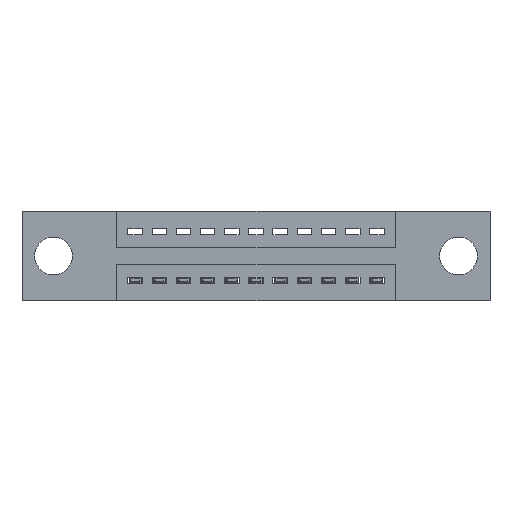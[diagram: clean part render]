
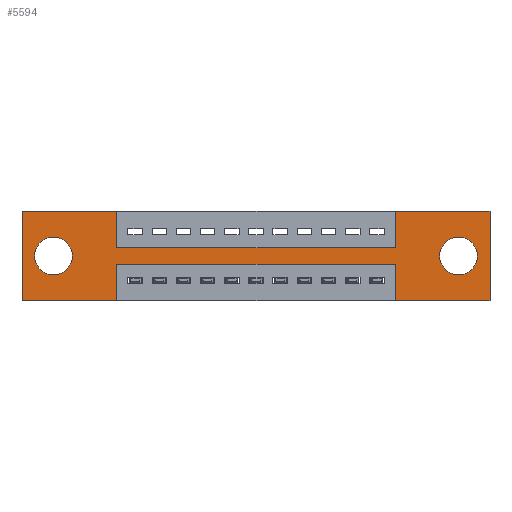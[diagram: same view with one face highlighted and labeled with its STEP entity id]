
A CAD part, front view. The second image highlights one B-rep face of the part: STEP entity #5594.
In plain terms, the highlighted planar face has unit normal (0, -1, 0).
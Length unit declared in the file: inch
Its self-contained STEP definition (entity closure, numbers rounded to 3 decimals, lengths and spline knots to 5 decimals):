
#87 = VECTOR ( 'NONE', #3993, 39.37008 ) ;
#432 = CARTESIAN_POINT ( 'NONE',  ( 1.805, 0., -0.263 ) ) ;
#451 = DIRECTION ( 'NONE',  ( 0., 1., 0. ) ) ;
#465 = VERTEX_POINT ( 'NONE', #2738 ) ;
#725 = CARTESIAN_POINT ( 'NONE',  ( 0.3925, 0., -0.22 ) ) ;
#829 = VECTOR ( 'NONE', #10372, 39.37008 ) ;
#936 = ORIENTED_EDGE ( 'NONE', *, *, #8208, .F. ) ;
#1109 = EDGE_CURVE ( 'NONE', #8190, #2755, #7838, .T. ) ;
#1128 = VERTEX_POINT ( 'NONE', #3102 ) ;
#1215 = CARTESIAN_POINT ( 'NONE',  ( 0.13, 0., -0.185 ) ) ;
#1253 = LINE ( 'NONE', #7911, #4069 ) ;
#1401 = EDGE_CURVE ( 'NONE', #465, #12173, #12289, .T. ) ;
#1440 = CARTESIAN_POINT ( 'NONE',  ( 1.5425, 0., 0. ) ) ;
#1505 = ORIENTED_EDGE ( 'NONE', *, *, #7464, .T. ) ;
#1965 = LINE ( 'NONE', #9069, #2270 ) ;
#2150 = DIRECTION ( 'NONE',  ( 0., 1., 0. ) ) ;
#2151 = EDGE_CURVE ( 'NONE', #12166, #4632, #7240, .T. ) ;
#2168 = CARTESIAN_POINT ( 'NONE',  ( 0., 0., 0. ) ) ;
#2177 = ORIENTED_EDGE ( 'NONE', *, *, #4935, .F. ) ;
#2179 = ORIENTED_EDGE ( 'NONE', *, *, #2629, .F. ) ;
#2270 = VECTOR ( 'NONE', #4297, 39.37008 ) ;
#2464 = CARTESIAN_POINT ( 'NONE',  ( 1.935, 0., -0.37 ) ) ;
#2499 = LINE ( 'NONE', #4147, #2947 ) ;
#2520 = CARTESIAN_POINT ( 'NONE',  ( 0.3925, 0., -0.37 ) ) ;
#2528 = AXIS2_PLACEMENT_3D ( 'NONE', #6083, #5307, #7914 ) ;
#2554 = EDGE_CURVE ( 'NONE', #8800, #4055, #11951, .T. ) ;
#2596 = CARTESIAN_POINT ( 'NONE',  ( 1.5425, 0., -0.37 ) ) ;
#2629 = EDGE_CURVE ( 'NONE', #4632, #8800, #8518, .T. ) ;
#2738 = CARTESIAN_POINT ( 'NONE',  ( 1.935, 0., 0. ) ) ;
#2755 = VERTEX_POINT ( 'NONE', #9006 ) ;
#2854 = CIRCLE ( 'NONE', #10860, 0.078 ) ;
#2888 = DIRECTION ( 'NONE',  ( 1., 0., 0. ) ) ;
#2947 = VECTOR ( 'NONE', #6088, 39.37008 ) ;
#3033 = PLANE ( 'NONE',  #10700 ) ;
#3039 = ORIENTED_EDGE ( 'NONE', *, *, #9344, .F. ) ;
#3041 = ORIENTED_EDGE ( 'NONE', *, *, #6342, .T. ) ;
#3102 = CARTESIAN_POINT ( 'NONE',  ( 1.5425, 0., -0.15 ) ) ;
#3227 = CARTESIAN_POINT ( 'NONE',  ( 1.805, 0., -0.185 ) ) ;
#3236 = ORIENTED_EDGE ( 'NONE', *, *, #5283, .F. ) ;
#3261 = EDGE_LOOP ( 'NONE', ( #7763, #8737 ) ) ;
#3282 = EDGE_CURVE ( 'NONE', #6310, #11557, #1965, .T. ) ;
#3432 = AXIS2_PLACEMENT_3D ( 'NONE', #3227, #9812, #9905 ) ;
#3447 = CARTESIAN_POINT ( 'NONE',  ( 0.13, 0., -0.107 ) ) ;
#3590 = EDGE_CURVE ( 'NONE', #2755, #8190, #8979, .T. ) ;
#3639 = VECTOR ( 'NONE', #7124, 39.37008 ) ;
#3650 = CARTESIAN_POINT ( 'NONE',  ( 0.13, 0., -0.263 ) ) ;
#3757 = CARTESIAN_POINT ( 'NONE',  ( 0.3925, 0., 0. ) ) ;
#3771 = CARTESIAN_POINT ( 'NONE',  ( 1.5425, 0., -0.22 ) ) ;
#3785 = CARTESIAN_POINT ( 'NONE',  ( 0., 0., -0.37 ) ) ;
#3798 = CARTESIAN_POINT ( 'NONE',  ( 0., 0., 0. ) ) ;
#3868 = VECTOR ( 'NONE', #5440, 39.37008 ) ;
#3913 = VERTEX_POINT ( 'NONE', #3447 ) ;
#3993 = DIRECTION ( 'NONE',  ( 1., 0., 0. ) ) ;
#3998 = DIRECTION ( 'NONE',  ( 0., 0., -1. ) ) ;
#4055 = VERTEX_POINT ( 'NONE', #9326 ) ;
#4069 = VECTOR ( 'NONE', #7959, 39.37008 ) ;
#4147 = CARTESIAN_POINT ( 'NONE',  ( 0., 0., 0. ) ) ;
#4297 = DIRECTION ( 'NONE',  ( 0., 0., 1. ) ) ;
#4632 = VERTEX_POINT ( 'NONE', #2168 ) ;
#4687 = FACE_BOUND ( 'NONE', #7302, .T. ) ;
#4935 = EDGE_CURVE ( 'NONE', #4055, #1128, #8961, .T. ) ;
#5098 = VERTEX_POINT ( 'NONE', #3650 ) ;
#5283 = EDGE_CURVE ( 'NONE', #11557, #7340, #1253, .T. ) ;
#5307 = DIRECTION ( 'NONE',  ( 0., 1., 0. ) ) ;
#5325 = LINE ( 'NONE', #8413, #829 ) ;
#5440 = DIRECTION ( 'NONE',  ( -1., 0., 0. ) ) ;
#5525 = CIRCLE ( 'NONE', #6683, 0.078 ) ;
#5594 = ADVANCED_FACE ( 'NONE', ( #9387, #4687, #8373 ), #3033, .T. ) ;
#5657 = ORIENTED_EDGE ( 'NONE', *, *, #1401, .F. ) ;
#5890 = CARTESIAN_POINT ( 'NONE',  ( 0., 0., -0.37 ) ) ;
#6083 = CARTESIAN_POINT ( 'NONE',  ( 1.805, 0., -0.185 ) ) ;
#6088 = DIRECTION ( 'NONE',  ( 1., 0., 0. ) ) ;
#6142 = CARTESIAN_POINT ( 'NONE',  ( 0.13, 0., -0.185 ) ) ;
#6180 = CARTESIAN_POINT ( 'NONE',  ( 0.3925, 0., 0. ) ) ;
#6310 = VERTEX_POINT ( 'NONE', #2596 ) ;
#6342 = EDGE_CURVE ( 'NONE', #5098, #3913, #2854, .T. ) ;
#6344 = VECTOR ( 'NONE', #2888, 39.37008 ) ;
#6502 = VECTOR ( 'NONE', #11679, 39.37008 ) ;
#6683 = AXIS2_PLACEMENT_3D ( 'NONE', #6142, #451, #7897 ) ;
#6689 = CARTESIAN_POINT ( 'NONE',  ( 0.3925, 0., -0.15 ) ) ;
#6941 = LINE ( 'NONE', #7723, #9144 ) ;
#7124 = DIRECTION ( 'NONE',  ( 0., 0., -1. ) ) ;
#7240 = LINE ( 'NONE', #12160, #9138 ) ;
#7302 = EDGE_LOOP ( 'NONE', ( #1505, #3041 ) ) ;
#7340 = VERTEX_POINT ( 'NONE', #725 ) ;
#7464 = EDGE_CURVE ( 'NONE', #3913, #5098, #5525, .T. ) ;
#7479 = EDGE_CURVE ( 'NONE', #9735, #12166, #7720, .T. ) ;
#7720 = LINE ( 'NONE', #10864, #3868 ) ;
#7723 = CARTESIAN_POINT ( 'NONE',  ( 0.3925, 0., -0.37 ) ) ;
#7763 = ORIENTED_EDGE ( 'NONE', *, *, #3590, .T. ) ;
#7838 = CIRCLE ( 'NONE', #3432, 0.078 ) ;
#7897 = DIRECTION ( 'NONE',  ( 0., 0., 1. ) ) ;
#7911 = CARTESIAN_POINT ( 'NONE',  ( 0.3925, 0., -0.22 ) ) ;
#7914 = DIRECTION ( 'NONE',  ( 0., 0., -1. ) ) ;
#7959 = DIRECTION ( 'NONE',  ( -1., 0., 0. ) ) ;
#8190 = VERTEX_POINT ( 'NONE', #432 ) ;
#8208 = EDGE_CURVE ( 'NONE', #8964, #465, #2499, .T. ) ;
#8239 = ORIENTED_EDGE ( 'NONE', *, *, #7479, .F. ) ;
#8373 = FACE_OUTER_BOUND ( 'NONE', #11610, .T. ) ;
#8390 = DIRECTION ( 'NONE',  ( 0., 0., 1. ) ) ;
#8413 = CARTESIAN_POINT ( 'NONE',  ( 1.5425, 0., 0. ) ) ;
#8445 = CARTESIAN_POINT ( 'NONE',  ( 1.935, 0., 0. ) ) ;
#8475 = ORIENTED_EDGE ( 'NONE', *, *, #2554, .F. ) ;
#8518 = LINE ( 'NONE', #3798, #6344 ) ;
#8737 = ORIENTED_EDGE ( 'NONE', *, *, #1109, .T. ) ;
#8763 = DIRECTION ( 'NONE',  ( 0., 0., 1. ) ) ;
#8800 = VERTEX_POINT ( 'NONE', #3757 ) ;
#8961 = LINE ( 'NONE', #6689, #87 ) ;
#8964 = VERTEX_POINT ( 'NONE', #1440 ) ;
#8979 = CIRCLE ( 'NONE', #2528, 0.078 ) ;
#8991 = LINE ( 'NONE', #10680, #6502 ) ;
#9006 = CARTESIAN_POINT ( 'NONE',  ( 1.805, 0., -0.107 ) ) ;
#9069 = CARTESIAN_POINT ( 'NONE',  ( 1.5425, 0., -0.37 ) ) ;
#9138 = VECTOR ( 'NONE', #8390, 39.37008 ) ;
#9144 = VECTOR ( 'NONE', #3998, 39.37008 ) ;
#9269 = ORIENTED_EDGE ( 'NONE', *, *, #2151, .F. ) ;
#9270 = ORIENTED_EDGE ( 'NONE', *, *, #11583, .F. ) ;
#9326 = CARTESIAN_POINT ( 'NONE',  ( 0.3925, 0., -0.15 ) ) ;
#9344 = EDGE_CURVE ( 'NONE', #12173, #6310, #8991, .T. ) ;
#9387 = FACE_BOUND ( 'NONE', #3261, .T. ) ;
#9735 = VERTEX_POINT ( 'NONE', #2520 ) ;
#9812 = DIRECTION ( 'NONE',  ( 0., 1., 0. ) ) ;
#9905 = DIRECTION ( 'NONE',  ( 0., 0., -1. ) ) ;
#10372 = DIRECTION ( 'NONE',  ( 0., 0., 1. ) ) ;
#10528 = DIRECTION ( 'NONE',  ( 0., 0., -1. ) ) ;
#10680 = CARTESIAN_POINT ( 'NONE',  ( 0., 0., -0.37 ) ) ;
#10700 = AXIS2_PLACEMENT_3D ( 'NONE', #5890, #11606, #10528 ) ;
#10860 = AXIS2_PLACEMENT_3D ( 'NONE', #1215, #2150, #8763 ) ;
#10864 = CARTESIAN_POINT ( 'NONE',  ( 0., 0., -0.37 ) ) ;
#11023 = EDGE_CURVE ( 'NONE', #7340, #9735, #6941, .T. ) ;
#11084 = VECTOR ( 'NONE', #11411, 39.37008 ) ;
#11242 = ORIENTED_EDGE ( 'NONE', *, *, #3282, .F. ) ;
#11411 = DIRECTION ( 'NONE',  ( 0., 0., -1. ) ) ;
#11557 = VERTEX_POINT ( 'NONE', #3771 ) ;
#11583 = EDGE_CURVE ( 'NONE', #1128, #8964, #5325, .T. ) ;
#11606 = DIRECTION ( 'NONE',  ( 0., -1., 0. ) ) ;
#11610 = EDGE_LOOP ( 'NONE', ( #12285, #3236, #11242, #3039, #5657, #936, #9270, #2177, #8475, #2179, #9269, #8239 ) ) ;
#11679 = DIRECTION ( 'NONE',  ( -1., 0., 0. ) ) ;
#11951 = LINE ( 'NONE', #6180, #3639 ) ;
#12160 = CARTESIAN_POINT ( 'NONE',  ( 0., 0., 0. ) ) ;
#12166 = VERTEX_POINT ( 'NONE', #3785 ) ;
#12173 = VERTEX_POINT ( 'NONE', #2464 ) ;
#12285 = ORIENTED_EDGE ( 'NONE', *, *, #11023, .F. ) ;
#12289 = LINE ( 'NONE', #8445, #11084 ) ;
